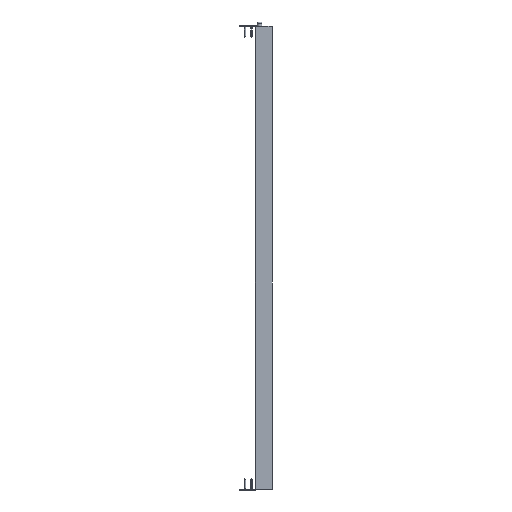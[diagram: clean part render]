
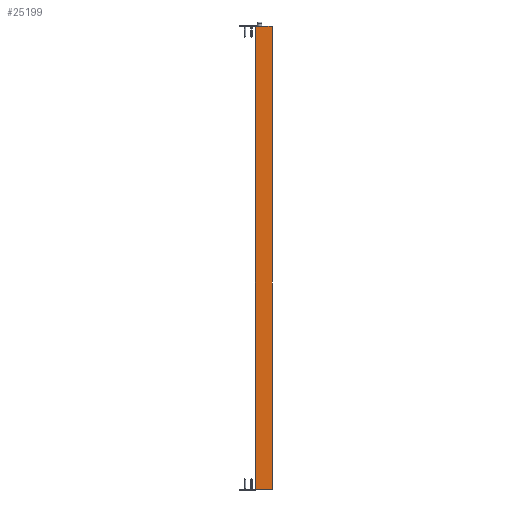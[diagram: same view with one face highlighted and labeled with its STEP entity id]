
A CAD part, left-side view. The second image highlights one B-rep face of the part: STEP entity #25199.
In plain terms, the highlighted planar face has unit normal (-1, 0.007, 0).
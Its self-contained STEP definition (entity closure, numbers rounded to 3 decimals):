
#118 = DIRECTION ( 'NONE',  ( -1., 0.007, 0. ) ) ;
#1292 = CARTESIAN_POINT ( 'NONE',  ( -6.382, -0.695, 0. ) ) ;
#1489 = VERTEX_POINT ( 'NONE', #35439 ) ;
#3405 = CARTESIAN_POINT ( 'NONE',  ( -6.377, 0., -832. ) ) ;
#3729 = VECTOR ( 'NONE', #26139, 1000. ) ;
#4685 = VECTOR ( 'NONE', #5283, 1000. ) ;
#4858 = VECTOR ( 'NONE', #14199, 1000. ) ;
#5283 = DIRECTION ( 'NONE',  ( -0.007, -1., 0. ) ) ;
#5986 = LINE ( 'NONE', #3405, #3729 ) ;
#8190 = EDGE_LOOP ( 'NONE', ( #36028, #12354, #23118, #35347 ) ) ;
#8207 = LINE ( 'NONE', #33529, #4858 ) ;
#9975 = EDGE_CURVE ( 'NONE', #25486, #1489, #5986, .T. ) ;
#10086 = CARTESIAN_POINT ( 'NONE',  ( -6.599, -29.85, 0. ) ) ;
#12354 = ORIENTED_EDGE ( 'NONE', *, *, #27732, .T. ) ;
#13153 = CARTESIAN_POINT ( 'NONE',  ( -6.382, -0.695, -832. ) ) ;
#13195 = DIRECTION ( 'NONE',  ( -0.007, -1., 0. ) ) ;
#14199 = DIRECTION ( 'NONE',  ( 0., 0., 1. ) ) ;
#14987 = AXIS2_PLACEMENT_3D ( 'NONE', #36783, #118, #13195 ) ;
#15373 = CARTESIAN_POINT ( 'NONE',  ( -6.377, 0., 0. ) ) ;
#23118 = ORIENTED_EDGE ( 'NONE', *, *, #31157, .F. ) ;
#24561 = CARTESIAN_POINT ( 'NONE',  ( -6.382, -0.695, -832. ) ) ;
#24781 = DIRECTION ( 'NONE',  ( 0., 0., -1. ) ) ;
#25199 = ADVANCED_FACE ( 'NONE', ( #40000 ), #26909, .T. ) ;
#25486 = VERTEX_POINT ( 'NONE', #13153 ) ;
#25884 = VERTEX_POINT ( 'NONE', #10086 ) ;
#26139 = DIRECTION ( 'NONE',  ( -0.007, -1., 0. ) ) ;
#26909 = PLANE ( 'NONE',  #14987 ) ;
#27732 = EDGE_CURVE ( 'NONE', #1489, #25884, #8207, .T. ) ;
#29436 = VECTOR ( 'NONE', #24781, 1000. ) ;
#31157 = EDGE_CURVE ( 'NONE', #34749, #25884, #38116, .T. ) ;
#31223 = LINE ( 'NONE', #24561, #29436 ) ;
#33153 = EDGE_CURVE ( 'NONE', #34749, #25486, #31223, .T. ) ;
#33529 = CARTESIAN_POINT ( 'NONE',  ( -6.599, -29.85, -832. ) ) ;
#34749 = VERTEX_POINT ( 'NONE', #1292 ) ;
#35347 = ORIENTED_EDGE ( 'NONE', *, *, #33153, .T. ) ;
#35439 = CARTESIAN_POINT ( 'NONE',  ( -6.599, -29.85, -832. ) ) ;
#36028 = ORIENTED_EDGE ( 'NONE', *, *, #9975, .T. ) ;
#36783 = CARTESIAN_POINT ( 'NONE',  ( -6.377, 0., -832. ) ) ;
#38116 = LINE ( 'NONE', #15373, #4685 ) ;
#40000 = FACE_OUTER_BOUND ( 'NONE', #8190, .T. ) ;
